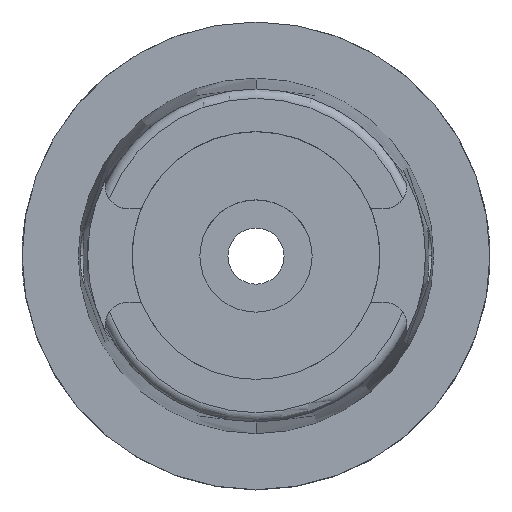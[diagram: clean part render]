
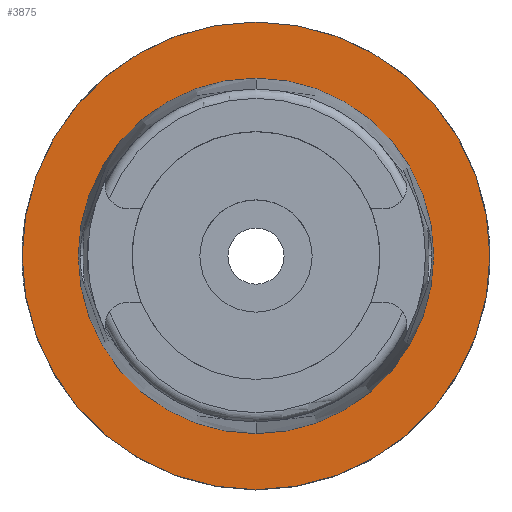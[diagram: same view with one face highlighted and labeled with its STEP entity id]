
A CAD part, top view. The second image highlights one B-rep face of the part: STEP entity #3875.
In plain terms, the highlighted planar face has unit normal (0, 0, 1).
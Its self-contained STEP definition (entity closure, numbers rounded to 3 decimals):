
#1916=CARTESIAN_POINT('',(0.,0.,0.));
#1917=DIRECTION('',(0.,0.,-1.));
#1918=DIRECTION('',(0.,-1.,0.));
#1919=AXIS2_PLACEMENT_3D('',#1916,#1917,#1918);
#1924=CARTESIAN_POINT('',(0.,0.,0.));
#1925=DIRECTION('',(0.,0.,-1.));
#1926=DIRECTION('',(0.,1.,0.));
#1927=AXIS2_PLACEMENT_3D('',#1924,#1925,#1926);
#1932=CARTESIAN_POINT('',(0.,0.,0.));
#1933=DIRECTION('',(0.,0.,1.));
#1934=DIRECTION('',(0.,-1.,0.));
#1935=AXIS2_PLACEMENT_3D('',#1932,#1933,#1934);
#1940=CARTESIAN_POINT('',(0.,0.,0.));
#1941=DIRECTION('',(0.,0.,1.));
#1942=DIRECTION('',(0.,1.,0.));
#1943=AXIS2_PLACEMENT_3D('',#1940,#1941,#1942);
#2240=CARTESIAN_POINT('',(0.,-38.,0.));
#2241=VERTEX_POINT('',#2240);
#2242=CARTESIAN_POINT('',(0.,38.,0.));
#2243=VERTEX_POINT('',#2242);
#2473=CARTESIAN_POINT('',(0.,50.,0.));
#2474=VERTEX_POINT('',#2473);
#2475=CARTESIAN_POINT('',(0.,-50.,0.));
#2476=VERTEX_POINT('',#2475);
#3862=CARTESIAN_POINT('',(0.,0.,0.));
#3863=DIRECTION('',(0.,0.,1.));
#3864=DIRECTION('',(0.,1.,0.));
#3865=AXIS2_PLACEMENT_3D('',#3862,#3863,#3864);
#3866=PLANE('',#3865);
#3867=ORIENTED_EDGE('',*,*,#3627,.T.);
#3868=ORIENTED_EDGE('',*,*,#3736,.T.);
#3869=EDGE_LOOP('',(#3867,#3868));
#3870=FACE_OUTER_BOUND('',#3869,.F.);
#3871=ORIENTED_EDGE('',*,*,#2711,.T.);
#3872=ORIENTED_EDGE('',*,*,#2682,.T.);
#3873=EDGE_LOOP('',(#3871,#3872));
#3874=FACE_BOUND('',#3873,.F.);
#1920=CIRCLE('',#1919,50.);
#1928=CIRCLE('',#1927,50.);
#1936=CIRCLE('',#1935,38.);
#1944=CIRCLE('',#1943,38.);
#2682=EDGE_CURVE('',#2243,#2241,#1944,.T.);
#2711=EDGE_CURVE('',#2241,#2243,#1936,.T.);
#3627=EDGE_CURVE('',#2476,#2474,#1920,.T.);
#3736=EDGE_CURVE('',#2474,#2476,#1928,.T.);
#3875=ADVANCED_FACE('',(#3870,#3874),#3866,.T.);
